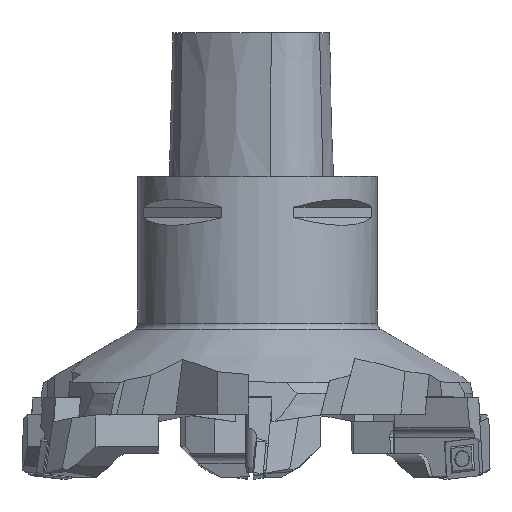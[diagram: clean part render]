
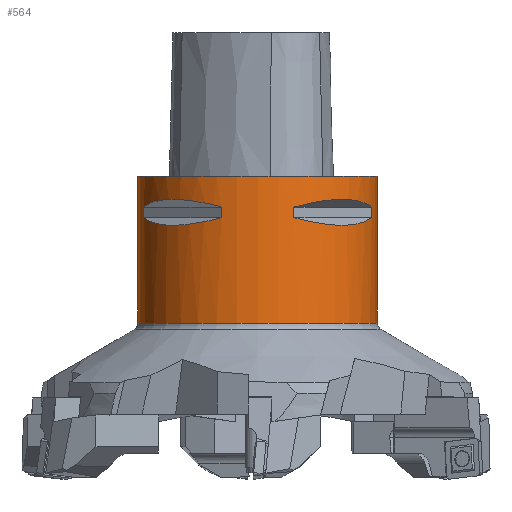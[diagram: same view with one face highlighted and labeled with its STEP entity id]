
A CAD part, left-side view. The second image highlights one B-rep face of the part: STEP entity #564.
In plain terms, the highlighted cylindrical face has radius 40 mm (diameter 80 mm), a full revolution.
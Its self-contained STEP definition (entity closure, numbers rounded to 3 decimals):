
#564=ADVANCED_FACE('',(#838,#839,#840,#841,#842,#843),#746,.T.);
#746=CYLINDRICAL_SURFACE('',#3695,40.);
#760=CIRCLE('',#3689,40.);
#761=CIRCLE('',#3694,40.);
#838=FACE_BOUND('',#908,.T.);
#839=FACE_BOUND('',#909,.T.);
#840=FACE_BOUND('',#910,.T.);
#841=FACE_BOUND('',#911,.T.);
#842=FACE_BOUND('',#912,.T.);
#843=FACE_BOUND('',#913,.T.);
#908=EDGE_LOOP('',(#1170,#1171,#1172,#1173));
#909=EDGE_LOOP('',(#1174,#1175,#1176,#1177));
#910=EDGE_LOOP('',(#1178));
#911=EDGE_LOOP('',(#1179,#1180,#1181,#1182));
#912=EDGE_LOOP('',(#1183,#1184,#1185,#1186));
#913=EDGE_LOOP('',(#1187));
#1127=ELLIPSE('',#3685,46.188,40.);
#1128=ELLIPSE('',#3686,46.188,40.);
#1129=ELLIPSE('',#3687,46.188,40.);
#1130=ELLIPSE('',#3688,46.188,40.);
#1131=ELLIPSE('',#3690,46.188,40.);
#1132=ELLIPSE('',#3691,46.188,40.);
#1133=ELLIPSE('',#3692,46.188,40.);
#1134=ELLIPSE('',#3693,46.188,40.);
#1170=ORIENTED_EDGE('',*,*,#2469,.T.);
#1171=ORIENTED_EDGE('',*,*,#2470,.T.);
#1172=ORIENTED_EDGE('',*,*,#2471,.T.);
#1173=ORIENTED_EDGE('',*,*,#2472,.T.);
#1174=ORIENTED_EDGE('',*,*,#2473,.T.);
#1175=ORIENTED_EDGE('',*,*,#2474,.T.);
#1176=ORIENTED_EDGE('',*,*,#2475,.T.);
#1177=ORIENTED_EDGE('',*,*,#2476,.T.);
#1178=ORIENTED_EDGE('',*,*,#2477,.T.);
#1179=ORIENTED_EDGE('',*,*,#2478,.T.);
#1180=ORIENTED_EDGE('',*,*,#2479,.T.);
#1181=ORIENTED_EDGE('',*,*,#2480,.T.);
#1182=ORIENTED_EDGE('',*,*,#2481,.T.);
#1183=ORIENTED_EDGE('',*,*,#2482,.T.);
#1184=ORIENTED_EDGE('',*,*,#2483,.T.);
#1185=ORIENTED_EDGE('',*,*,#2484,.T.);
#1186=ORIENTED_EDGE('',*,*,#2485,.T.);
#1187=ORIENTED_EDGE('',*,*,#2486,.T.);
#2130=VERTEX_POINT('',#4976);
#2131=VERTEX_POINT('',#4977);
#2132=VERTEX_POINT('',#4979);
#2133=VERTEX_POINT('',#4981);
#2134=VERTEX_POINT('',#4984);
#2135=VERTEX_POINT('',#4985);
#2136=VERTEX_POINT('',#4987);
#2137=VERTEX_POINT('',#4989);
#2138=VERTEX_POINT('',#4992);
#2139=VERTEX_POINT('',#4994);
#2140=VERTEX_POINT('',#4995);
#2141=VERTEX_POINT('',#4997);
#2142=VERTEX_POINT('',#4999);
#2143=VERTEX_POINT('',#5002);
#2144=VERTEX_POINT('',#5003);
#2145=VERTEX_POINT('',#5005);
#2146=VERTEX_POINT('',#5007);
#2147=VERTEX_POINT('',#5010);
#2469=EDGE_CURVE('',#2130,#2131,#2949,.T.);
#2470=EDGE_CURVE('',#2131,#2132,#1127,.T.);
#2471=EDGE_CURVE('',#2132,#2133,#2950,.T.);
#2472=EDGE_CURVE('',#2133,#2130,#1128,.T.);
#2473=EDGE_CURVE('',#2134,#2135,#2951,.T.);
#2474=EDGE_CURVE('',#2135,#2136,#1129,.T.);
#2475=EDGE_CURVE('',#2136,#2137,#2952,.T.);
#2476=EDGE_CURVE('',#2137,#2134,#1130,.T.);
#2477=EDGE_CURVE('',#2138,#2138,#760,.T.);
#2478=EDGE_CURVE('',#2139,#2140,#2953,.T.);
#2479=EDGE_CURVE('',#2140,#2141,#1131,.T.);
#2480=EDGE_CURVE('',#2141,#2142,#2954,.T.);
#2481=EDGE_CURVE('',#2142,#2139,#1132,.T.);
#2482=EDGE_CURVE('',#2143,#2144,#2955,.T.);
#2483=EDGE_CURVE('',#2144,#2145,#1133,.T.);
#2484=EDGE_CURVE('',#2145,#2146,#2956,.T.);
#2485=EDGE_CURVE('',#2146,#2143,#1134,.T.);
#2486=EDGE_CURVE('',#2147,#2147,#761,.T.);
#2949=LINE('',#4975,#3244);
#2950=LINE('',#4980,#3245);
#2951=LINE('',#4983,#3246);
#2952=LINE('',#4988,#3247);
#2953=LINE('',#4993,#3248);
#2954=LINE('',#4998,#3249);
#2955=LINE('',#5001,#3250);
#2956=LINE('',#5006,#3251);
#3244=VECTOR('',#4023,1.);
#3245=VECTOR('',#4026,1.);
#3246=VECTOR('',#4029,1.);
#3247=VECTOR('',#4032,1.);
#3248=VECTOR('',#4037,1.);
#3249=VECTOR('',#4040,1.);
#3250=VECTOR('',#4043,1.);
#3251=VECTOR('',#4046,1.);
#3685=AXIS2_PLACEMENT_3D('',#4978,#4024,#4025);
#3686=AXIS2_PLACEMENT_3D('',#4982,#4027,#4028);
#3687=AXIS2_PLACEMENT_3D('',#4986,#4030,#4031);
#3688=AXIS2_PLACEMENT_3D('',#4990,#4033,#4034);
#3689=AXIS2_PLACEMENT_3D('',#4991,#4035,#4036);
#3690=AXIS2_PLACEMENT_3D('',#4996,#4038,#4039);
#3691=AXIS2_PLACEMENT_3D('',#5000,#4041,#4042);
#3692=AXIS2_PLACEMENT_3D('',#5004,#4044,#4045);
#3693=AXIS2_PLACEMENT_3D('',#5008,#4047,#4048);
#3694=AXIS2_PLACEMENT_3D('',#5009,#4049,#4050);
#3695=AXIS2_PLACEMENT_3D('',#5011,#4051,#4052);
#4023=DIRECTION('',(0.,0.,1.));
#4024=DIRECTION('',(-0.354,0.354,0.866));
#4025=DIRECTION('',(-0.612,0.612,-0.5));
#4026=DIRECTION('',(0.,0.,-1.));
#4027=DIRECTION('',(-0.354,0.354,-0.866));
#4028=DIRECTION('',(0.612,-0.612,-0.5));
#4029=DIRECTION('',(0.,0.,1.));
#4030=DIRECTION('',(0.354,-0.354,0.866));
#4031=DIRECTION('',(0.612,-0.612,-0.5));
#4032=DIRECTION('',(0.,0.,-1.));
#4033=DIRECTION('',(0.354,-0.354,-0.866));
#4034=DIRECTION('',(-0.612,0.612,-0.5));
#4035=DIRECTION('',(0.,0.,-1.));
#4036=DIRECTION('',(-1.,0.,0.));
#4037=DIRECTION('',(0.,0.,1.));
#4038=DIRECTION('',(0.354,0.354,0.866));
#4039=DIRECTION('',(0.612,0.612,-0.5));
#4040=DIRECTION('',(0.,0.,-1.));
#4041=DIRECTION('',(0.354,0.354,-0.866));
#4042=DIRECTION('',(-0.612,-0.612,-0.5));
#4043=DIRECTION('',(0.,0.,1.));
#4044=DIRECTION('',(-0.354,-0.354,0.866));
#4045=DIRECTION('',(-0.612,-0.612,-0.5));
#4046=DIRECTION('',(0.,0.,-1.));
#4047=DIRECTION('',(-0.354,-0.354,-0.866));
#4048=DIRECTION('',(0.612,0.612,-0.5));
#4049=DIRECTION('',(0.,0.,1.));
#4050=DIRECTION('',(1.,0.,0.));
#4051=DIRECTION('',(0.,0.,1.));
#4052=DIRECTION('',(1.,0.,0.));
#4975=CARTESIAN_POINT('',(12.133,-38.115,0.));
#4976=CARTESIAN_POINT('',(12.133,-38.115,-13.75));
#4977=CARTESIAN_POINT('',(12.133,-38.115,-10.25));
#4978=CARTESIAN_POINT('',(0.,0.,-30.764));
#4979=CARTESIAN_POINT('',(38.115,-12.133,-10.25));
#4980=CARTESIAN_POINT('',(38.115,-12.133,0.));
#4981=CARTESIAN_POINT('',(38.115,-12.133,-13.75));
#4982=CARTESIAN_POINT('',(0.,0.,6.764));
#4983=CARTESIAN_POINT('',(-12.133,38.115,0.));
#4984=CARTESIAN_POINT('',(-12.133,38.115,-13.75));
#4985=CARTESIAN_POINT('',(-12.133,38.115,-10.25));
#4986=CARTESIAN_POINT('',(0.,0.,-30.764));
#4987=CARTESIAN_POINT('',(-38.115,12.133,-10.25));
#4988=CARTESIAN_POINT('',(-38.115,12.133,0.));
#4989=CARTESIAN_POINT('',(-38.115,12.133,-13.75));
#4990=CARTESIAN_POINT('',(0.,0.,6.764));
#4991=CARTESIAN_POINT('',(0.,0.,0.));
#4992=CARTESIAN_POINT('',(-40.,0.,0.));
#4993=CARTESIAN_POINT('',(-38.115,-12.133,0.));
#4994=CARTESIAN_POINT('',(-38.115,-12.133,-13.75));
#4995=CARTESIAN_POINT('',(-38.115,-12.133,-10.25));
#4996=CARTESIAN_POINT('',(0.,0.,-30.764));
#4997=CARTESIAN_POINT('',(-12.133,-38.115,-10.25));
#4998=CARTESIAN_POINT('',(-12.133,-38.115,0.));
#4999=CARTESIAN_POINT('',(-12.133,-38.115,-13.75));
#5000=CARTESIAN_POINT('',(0.,0.,6.764));
#5001=CARTESIAN_POINT('',(38.115,12.133,0.));
#5002=CARTESIAN_POINT('',(38.115,12.133,-13.75));
#5003=CARTESIAN_POINT('',(38.115,12.133,-10.25));
#5004=CARTESIAN_POINT('',(0.,0.,-30.764));
#5005=CARTESIAN_POINT('',(12.133,38.115,-10.25));
#5006=CARTESIAN_POINT('',(12.133,38.115,0.));
#5007=CARTESIAN_POINT('',(12.133,38.115,-13.75));
#5008=CARTESIAN_POINT('',(0.,0.,6.764));
#5009=CARTESIAN_POINT('',(0.,0.,-49.017));
#5010=CARTESIAN_POINT('',(40.,0.,-49.017));
#5011=CARTESIAN_POINT('',(0.,0.,26.));
